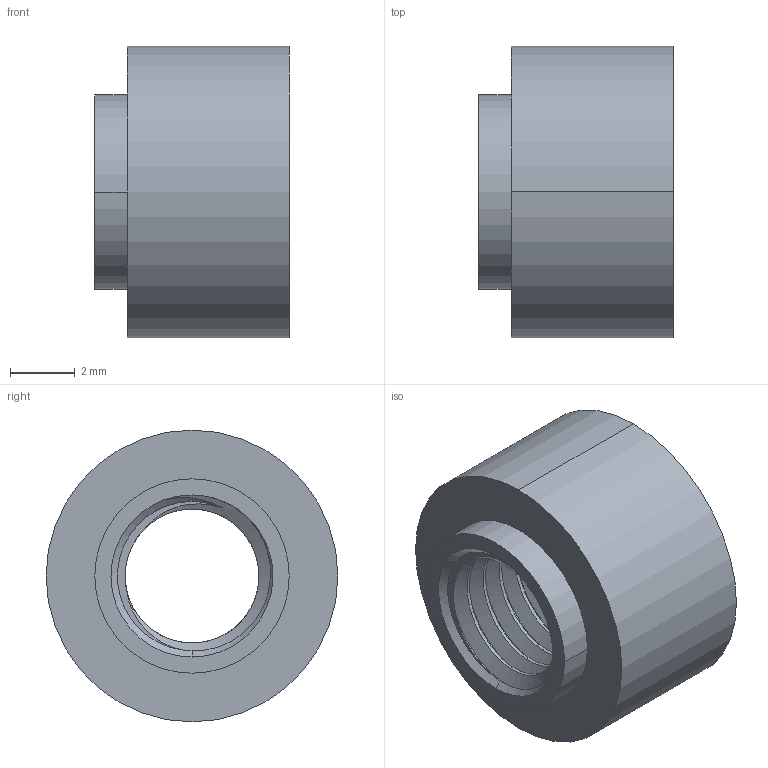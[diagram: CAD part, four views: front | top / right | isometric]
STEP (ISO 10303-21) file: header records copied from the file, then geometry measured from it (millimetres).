
FILE_DESCRIPTION (( 'STEP AP214' ), '1' );
FILE_NAME ('Downloads_IGS_7466005 (rev1).STEP', '2023-06-08T16:31:32', ( '' ), ( '' ), 'SwSTEP 2.0', 'SolidWorks 2023', '' );
FILE_SCHEMA (( 'AUTOMOTIVE_DESIGN' ));
Length unit declared in the file: millimetre
Products named in the file (1): Downloads_IGS_7466005 (rev1)
Bounding box: 6 x 9 x 9 mm (x, y, z)
Volume: 247.5 mm3; surface area: 397.2 mm2
Topology: 1 solids, 1 shells, 53 faces, 146 edges, 96 vertices
Faces by surface type: cylinder 40, cone 6, plane 5, bspline 2
Entity records: 2383 total; most frequent: CARTESIAN_POINT 1225, ORIENTED_EDGE 292, DIRECTION 190, EDGE_CURVE 146, VERTEX_POINT 96, AXIS2_PLACEMENT_3D 74, EDGE_LOOP 56, ADVANCED_FACE 53
